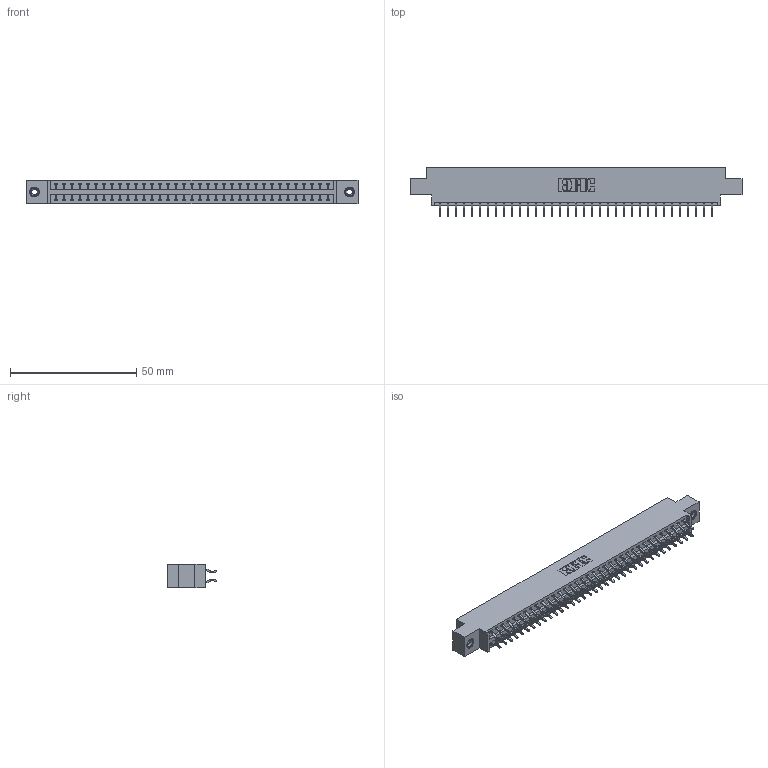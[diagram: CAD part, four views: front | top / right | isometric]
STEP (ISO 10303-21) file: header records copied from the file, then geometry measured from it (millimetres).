
FILE_DESCRIPTION (( 'STEP AP203' ), '1' );
FILE_NAME ('346-070-556-808.STEP', '2022-05-24T22:11:46', ( '' ), ( '' ), 'SwSTEP 2.0', 'SolidWorks 2020', '' );
FILE_SCHEMA (( 'CONFIG_CONTROL_DESIGN' ));
Length unit declared in the file: inch
Products named in the file (4): 345-250-001_345-250-003-102; 346-070-556-808; 346 Part_0.170 Offset - 0.156 Dia-TI; 345-292-001_556 Tail
Assembly tree (73 placements, depth 2):
  346-070-556-808
    346 Part_0.170 Offset - 0.156 Dia-TI
    345-292-001_556 Tail  x70
    345-250-001_345-250-003-102  x2
Bounding box: 131.7 x 19.57 x 9.4 mm (x, y, z)
Volume: 12624 mm3; surface area: 17377.2 mm2
Topology: 73 solids, 73 shells, 4246 faces, 12587 edges, 8290 vertices
Faces by surface type: plane 2842, cylinder 1388, cone 12, torus 4
Entity records: 25322 total; most frequent: CARTESIAN_POINT 4183, ORIENTED_EDGE 4098, DIRECTION 3751, EDGE_CURVE 2049, VECTOR 1749, LINE 1749, VERTEX_POINT 1360, AXIS2_PLACEMENT_3D 1001
